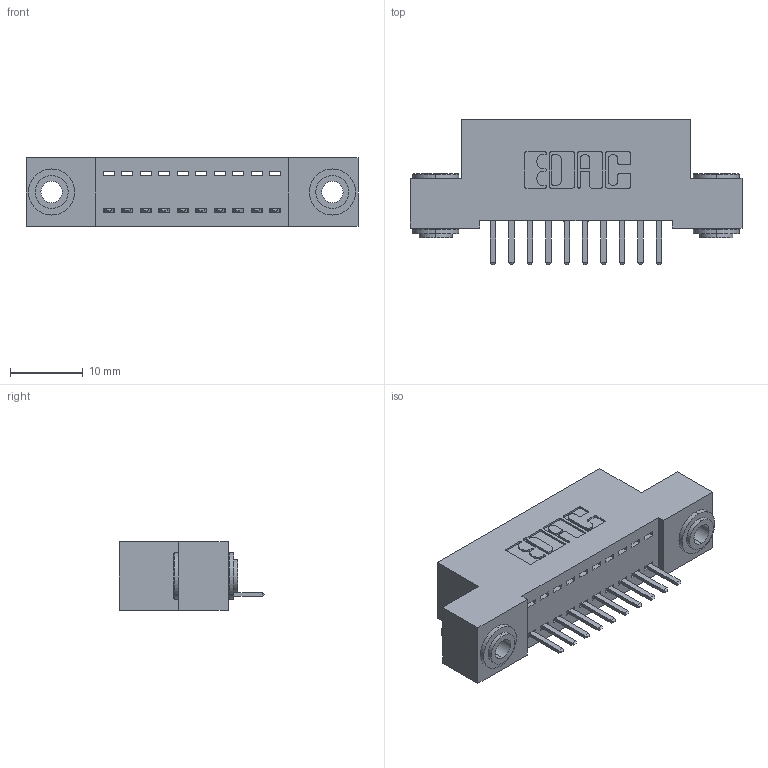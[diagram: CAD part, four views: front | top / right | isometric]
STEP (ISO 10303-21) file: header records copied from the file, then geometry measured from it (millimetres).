
FILE_DESCRIPTION (( 'STEP AP203' ), '1' );
FILE_NAME ('342-010-520-103.STEP', '2019-10-01T13:43:10', ( '' ), ( '' ), 'SwSTEP 2.0', 'SolidWorks 2016', '' );
FILE_SCHEMA (( 'CONFIG_CONTROL_DESIGN' ));
Length unit declared in the file: inch
Products named in the file (4): 342 Part_.156 TH; 345-292-001_345-293-120; 342-250-002_345-250-002-102; 342-010-520-103
Assembly tree (13 placements, depth 2):
  342-010-520-103
    342 Part_.156 TH
    345-292-001_345-293-120  x10
    342-250-002_345-250-002-102  x2
Bounding box: 45.72 x 20.02 x 9.4 mm (x, y, z)
Volume: 3884.9 mm3; surface area: 5241.5 mm2
Topology: 13 solids, 13 shells, 768 faces, 2215 edges, 1446 vertices
Faces by surface type: plane 516, cylinder 244, cone 8
Entity records: 10884 total; most frequent: CARTESIAN_POINT 1871, ORIENTED_EDGE 1798, DIRECTION 1665, EDGE_CURVE 899, VECTOR 743, LINE 743, VERTEX_POINT 594, AXIS2_PLACEMENT_3D 461
